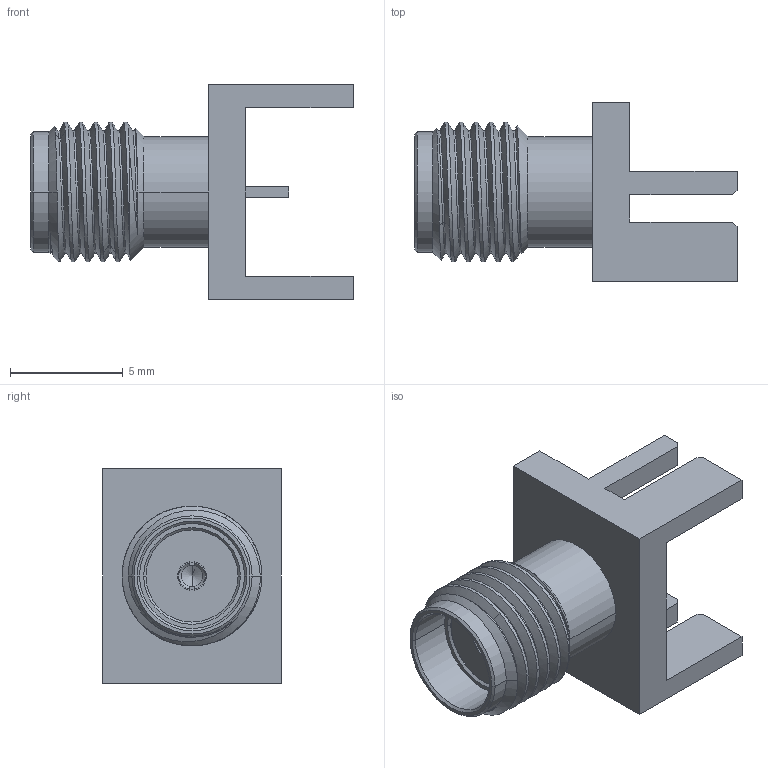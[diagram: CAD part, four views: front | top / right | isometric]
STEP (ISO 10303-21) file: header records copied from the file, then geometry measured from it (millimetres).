
FILE_DESCRIPTION((''),'2;1');
FILE_NAME('SMA6251A1-128-10GT5GP_','2020-01-31T',('Kaviyarasan'),(''),'CREO PARAMETRIC BY PTC INC, 2018360','CREO PARAMETRIC BY PTC INC, 2018360','');
FILE_SCHEMA(('CONFIG_CONTROL_DESIGN'));
Length unit declared in the file: millimetre
Products named in the file (1): SMA6251A1-128-10GT5GP_
Bounding box: 14.27 x 7.92 x 9.52 mm (x, y, z)
Volume: 303.3 mm3; surface area: 540.9 mm2
Topology: 1 solids, 1 shells, 89 faces, 230 edges, 147 vertices
Faces by surface type: plane 39, cylinder 25, cone 16, bspline 9
Entity records: 5353 total; most frequent: CARTESIAN_POINT 3209, ORIENTED_EDGE 456, DIRECTION 402, EDGE_CURVE 228, VERTEX_POINT 147, VECTOR 136, LINE 136, AXIS2_PLACEMENT_3D 133
